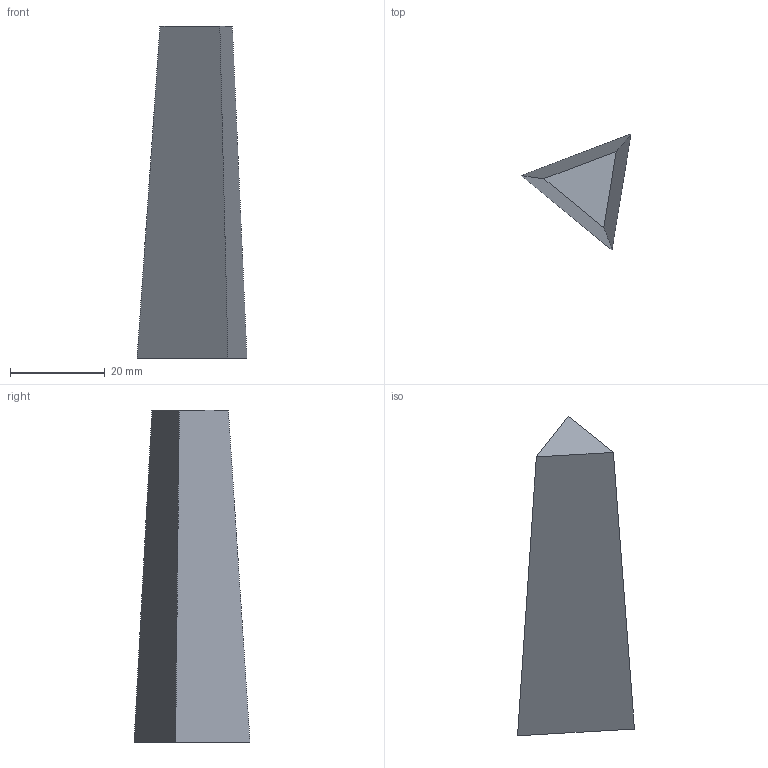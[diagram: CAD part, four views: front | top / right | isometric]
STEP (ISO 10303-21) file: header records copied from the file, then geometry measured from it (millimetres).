
FILE_DESCRIPTION (( 'STEP AP203' ), '1' );
FILE_NAME ('triangle varying cross section.STEP', '2014-03-05T15:10:38', ( 'stan' ), ( '' ), 'SwSTEP 2.0', 'SolidWorks 2012', '' );
FILE_SCHEMA (( 'CONFIG_CONTROL_DESIGN' ));
Length unit declared in the file: millimetre
Products named in the file (1): triangle varying cross section
Bounding box: 23.17 x 24.45 x 70 mm (x, y, z)
Volume: 12970.1 mm3; surface area: 4697.1 mm2
Topology: 1 solids, 1 shells, 5 faces, 9 edges, 6 vertices
Faces by surface type: plane 5
Entity records: 200 total; most frequent: CARTESIAN_POINT 21, DIRECTION 21, ORIENTED_EDGE 18, VECTOR 9, EDGE_CURVE 9, LINE 9, PERSON_AND_ORGANIZATION 8, AXIS2_PLACEMENT_3D 6
